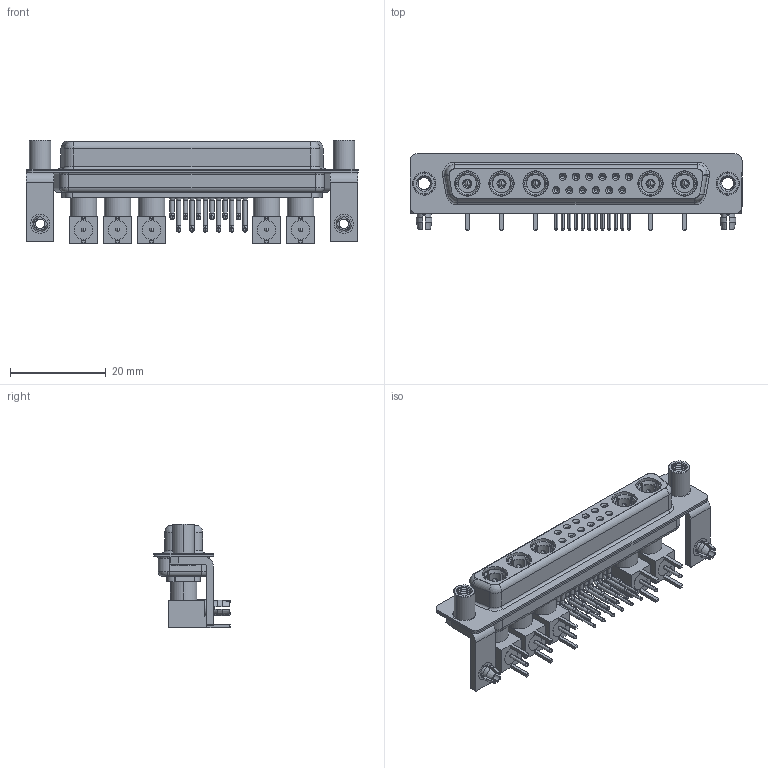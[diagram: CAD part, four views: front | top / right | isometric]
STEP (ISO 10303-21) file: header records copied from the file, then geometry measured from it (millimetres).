
FILE_DESCRIPTION (( 'STEP AP203' ), '1' );
FILE_NAME ('630-17W5240-7ND.STEP', '2022-06-06T19:42:56', ( '' ), ( '' ), 'SwSTEP 2.0', 'SolidWorks 2020', '' );
FILE_SCHEMA (( 'CONFIG_CONTROL_DESIGN' ));
Length unit declared in the file: millimetre
Products named in the file (20): 630-17W5240-7ND; 630Combo Threaded Standoff_D; 630Combo Shell Front_37 Contacts; Insulator Pin_Straight PC Tail; 630Combo Contact Row 1; Insulator RA Pin; 630Combo Board Lock; 630Combo Stabilizer Bracket; 630Combo Shell Rear_37 Contacts; Co-Ax Plug Assy_RA; Pin_RA; RA Back Shell; 630Combo Housing_17W5; Locking Collar; 630Combo Contact Row 2; Co-Ax Plug_RA PC Tail
Assembly tree (56 placements, depth 3):
  630-17W5240-7ND
    630Combo Housing_17W5
    630Combo Shell Front_37 Contacts
    630Combo Shell Rear_37 Contacts
    630Combo Stabilizer Bracket  x2
    630Combo Board Lock  x2
    630Combo Threaded Standoff_D  x2
    Co-Ax Plug Assy_RA
      Co-Ax Plug_RA PC Tail
      Insulator Pin_Straight PC Tail
      Pin_RA
      Locking Collar
      RA Back Shell
      Insulator RA Pin
    Co-Ax Plug Assy_RA
      Co-Ax Plug_RA PC Tail
      Insulator Pin_Straight PC Tail
      Pin_RA
      Locking Collar
      RA Back Shell
      Insulator RA Pin
    Co-Ax Plug Assy_RA
      Co-Ax Plug_RA PC Tail
      Insulator Pin_Straight PC Tail
      Pin_RA
      Locking Collar
      RA Back Shell
      Insulator RA Pin
    Co-Ax Plug Assy_RA
      Co-Ax Plug_RA PC Tail
      Insulator Pin_Straight PC Tail
      Pin_RA
      Locking Collar
      RA Back Shell
      Insulator RA Pin
    Co-Ax Plug Assy_RA
      Co-Ax Plug_RA PC Tail
      Insulator Pin_Straight PC Tail
      Pin_RA
      Locking Collar
      RA Back Shell
      Insulator RA Pin
    630Combo Contact Row 1  x6
    630Combo Contact Row 2  x6
Bounding box: 69.4 x 16 x 21.61 mm (x, y, z)
Volume: 6923.3 mm3; surface area: 16626.5 mm2
Topology: 51 solids, 51 shells, 1945 faces, 4824 edges, 3040 vertices
Faces by surface type: cylinder 842, plane 652, cone 285, torus 87, bspline 59, sphere 20
Entity records: 28451 total; most frequent: CARTESIAN_POINT 6817, DIRECTION 4196, ORIENTED_EDGE 3680, EDGE_CURVE 1840, AXIS2_PLACEMENT_3D 1709, VERTEX_POINT 1175, EDGE_LOOP 899, CIRCLE 892
